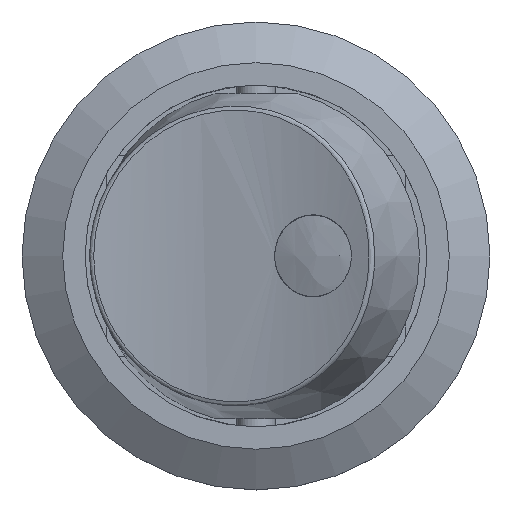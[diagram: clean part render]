
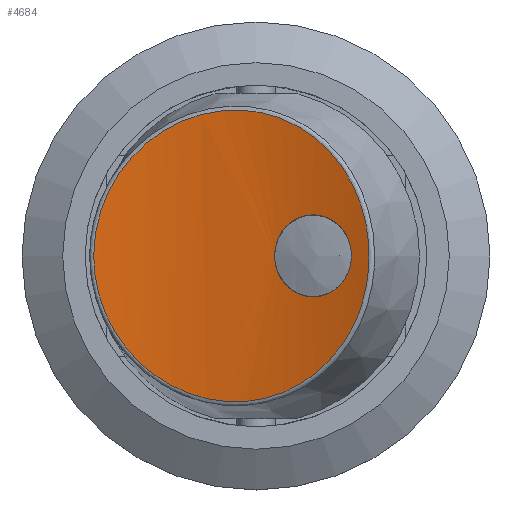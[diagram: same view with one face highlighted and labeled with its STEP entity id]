
A CAD part, top view. The second image highlights one B-rep face of the part: STEP entity #4684.
In plain terms, the highlighted cylindrical face has radius 28.84 mm (diameter 57.68 mm), a partial arc.
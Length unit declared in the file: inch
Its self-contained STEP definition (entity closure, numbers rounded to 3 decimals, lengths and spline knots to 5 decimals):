
#48=FACE_BOUND('',#693,.T.);
#75=CYLINDRICAL_SURFACE('',#4982,1.13544);
#215=B_SPLINE_CURVE_WITH_KNOTS('',3,(#7582,#7583,#7584,#7585,#7586,#7587,
#7588,#7589,#7590,#7591,#7592,#7593,#7594,#7595,#7596,#7597,#7598,#7599),
 .UNSPECIFIED.,.F.,.F.,(4,2,2,2,2,2,2,2,4),(0.,0.0753,0.15059,
0.22644,0.30229,0.37873,0.45516,
0.53051,0.60587),.UNSPECIFIED.);
#216=B_SPLINE_CURVE_WITH_KNOTS('',3,(#7600,#7601,#7602,#7603,#7604,#7605,
#7606,#7607,#7608,#7609,#7610,#7611,#7612,#7613,#7614,#7615,#7616,#7617),
 .UNSPECIFIED.,.F.,.F.,(4,2,2,2,2,2,2,2,4),(0.60587,0.68123,
0.75659,0.83302,0.90945,0.9853,
1.06115,1.13645,1.21174),.UNSPECIFIED.);
#219=B_SPLINE_CURVE_WITH_KNOTS('',3,(#7724,#7725,#7726,#7727,#7728,#7729,
#7730,#7731,#7732,#7733,#7734,#7735,#7736,#7737,#7738,#7739),
 .UNSPECIFIED.,.T.,.F.,(4,1,1,1,1,1,1,1,1,1,1,1,1,4),(-6.65826,
-6.3412,-6.02414,-5.70708,-5.39002,
-5.07296,-4.7559,-4.33316,-4.12178,
-3.48766,-3.1706,-2.85354,-2.53648,
-2.21942),.UNSPECIFIED.);
#432=FACE_OUTER_BOUND('',#692,.T.);
#692=EDGE_LOOP('',(#3806));
#693=EDGE_LOOP('',(#3807,#3808));
#2071=VERTEX_POINT('',#7580);
#2072=VERTEX_POINT('',#7581);
#2073=VERTEX_POINT('',#7700);
#2657=EDGE_CURVE('',#2071,#2072,#215,.T.);
#2658=EDGE_CURVE('',#2072,#2071,#216,.T.);
#2663=EDGE_CURVE('',#2073,#2073,#219,.T.);
#3806=ORIENTED_EDGE('',*,*,#2663,.F.);
#3807=ORIENTED_EDGE('',*,*,#2657,.T.);
#3808=ORIENTED_EDGE('',*,*,#2658,.T.);
#4684=ADVANCED_FACE('',(#432,#48),#75,.F.);
#4982=AXIS2_PLACEMENT_3D('',#7756,#5881,#5882);
#5881=DIRECTION('center_axis',(0.,1.,0.));
#5882=DIRECTION('ref_axis',(-0.46,0.,0.888));
#7580=CARTESIAN_POINT('',(0.03613,0.,0.71663));
#7581=CARTESIAN_POINT('',(0.18456,0.,0.7737));
#7582=CARTESIAN_POINT('Ctrl Pts',(0.03613,0.,
0.71663));
#7583=CARTESIAN_POINT('Ctrl Pts',(0.03613,0.00988,
0.71663));
#7584=CARTESIAN_POINT('Ctrl Pts',(0.03802,0.02042,
0.71721));
#7585=CARTESIAN_POINT('Ctrl Pts',(0.0457,0.0398,
0.7196));
#7586=CARTESIAN_POINT('Ctrl Pts',(0.05149,0.04864,
0.72143));
#7587=CARTESIAN_POINT('Ctrl Pts',(0.06483,0.06266,
0.72581));
#7588=CARTESIAN_POINT('Ctrl Pts',(0.07329,0.06873,0.72866));
#7589=CARTESIAN_POINT('Ctrl Pts',(0.09172,0.07677,
0.73518));
#7590=CARTESIAN_POINT('Ctrl Pts',(0.10169,0.07874,0.73886));
#7591=CARTESIAN_POINT('Ctrl Pts',(0.12034,0.07874,0.74602));
#7592=CARTESIAN_POINT('Ctrl Pts',(0.13028,0.07675,0.74999));
#7593=CARTESIAN_POINT('Ctrl Pts',(0.14849,0.06866,
0.75756));
#7594=CARTESIAN_POINT('Ctrl Pts',(0.15677,0.06257,
0.76114));
#7595=CARTESIAN_POINT('Ctrl Pts',(0.16973,0.04857,
0.76687));
#7596=CARTESIAN_POINT('Ctrl Pts',(0.17531,0.03976,
0.76942));
#7597=CARTESIAN_POINT('Ctrl Pts',(0.18273,0.02042,
0.77284));
#7598=CARTESIAN_POINT('Ctrl Pts',(0.18456,0.00989,
0.7737));
#7599=CARTESIAN_POINT('Ctrl Pts',(0.18456,0.,
0.7737));
#7600=CARTESIAN_POINT('Ctrl Pts',(0.18456,0.,
0.7737));
#7601=CARTESIAN_POINT('Ctrl Pts',(0.18456,-0.00989,
0.7737));
#7602=CARTESIAN_POINT('Ctrl Pts',(0.18273,-0.02042,
0.77284));
#7603=CARTESIAN_POINT('Ctrl Pts',(0.17531,-0.03976,
0.76942));
#7604=CARTESIAN_POINT('Ctrl Pts',(0.16973,-0.04857,
0.76687));
#7605=CARTESIAN_POINT('Ctrl Pts',(0.15677,-0.06257,
0.76114));
#7606=CARTESIAN_POINT('Ctrl Pts',(0.14849,-0.06866,
0.75756));
#7607=CARTESIAN_POINT('Ctrl Pts',(0.13028,-0.07675,
0.74999));
#7608=CARTESIAN_POINT('Ctrl Pts',(0.12034,-0.07874,
0.74602));
#7609=CARTESIAN_POINT('Ctrl Pts',(0.10169,-0.07874,
0.73886));
#7610=CARTESIAN_POINT('Ctrl Pts',(0.09172,-0.07677,
0.73518));
#7611=CARTESIAN_POINT('Ctrl Pts',(0.07329,-0.06873,
0.72866));
#7612=CARTESIAN_POINT('Ctrl Pts',(0.06483,-0.06266,
0.72581));
#7613=CARTESIAN_POINT('Ctrl Pts',(0.05149,-0.04864,
0.72143));
#7614=CARTESIAN_POINT('Ctrl Pts',(0.0457,-0.0398,
0.7196));
#7615=CARTESIAN_POINT('Ctrl Pts',(0.03802,-0.02042,
0.71721));
#7616=CARTESIAN_POINT('Ctrl Pts',(0.03613,-0.00988,
0.71663));
#7617=CARTESIAN_POINT('Ctrl Pts',(0.03613,0.,
0.71663));
#7700=CARTESIAN_POINT('',(-0.31399,-0.00003,0.66708));
#7724=CARTESIAN_POINT('Ctrl Pts',(-0.31399,-0.00003,
0.66708));
#7725=CARTESIAN_POINT('Ctrl Pts',(-0.31399,0.04176,0.66708));
#7726=CARTESIAN_POINT('Ctrl Pts',(-0.29509,0.12552,
0.66655));
#7727=CARTESIAN_POINT('Ctrl Pts',(-0.21625,0.22674,
0.66832));
#7728=CARTESIAN_POINT('Ctrl Pts',(-0.10254,0.28463,0.68119));
#7729=CARTESIAN_POINT('Ctrl Pts',(0.02264,0.28463,
0.7102));
#7730=CARTESIAN_POINT('Ctrl Pts',(0.13057,0.22684,0.74857));
#7731=CARTESIAN_POINT('Ctrl Pts',(0.21028,0.11424,0.78554));
#7732=CARTESIAN_POINT('Ctrl Pts',(0.22716,-0.01509,
0.79485));
#7733=CARTESIAN_POINT('Ctrl Pts',(0.18392,-0.17744,
0.77241));
#7734=CARTESIAN_POINT('Ctrl Pts',(0.06526,-0.28501,
0.71998));
#7735=CARTESIAN_POINT('Ctrl Pts',(-0.10254,-0.28453,
0.6812));
#7736=CARTESIAN_POINT('Ctrl Pts',(-0.21592,-0.227,
0.66836));
#7737=CARTESIAN_POINT('Ctrl Pts',(-0.29506,-0.12566,
0.66654));
#7738=CARTESIAN_POINT('Ctrl Pts',(-0.31398,-0.04181,
0.66708));
#7739=CARTESIAN_POINT('Ctrl Pts',(-0.31399,-0.00003,
0.66708));
#7756=CARTESIAN_POINT('Origin',(-0.29612,0.,
1.80237));
